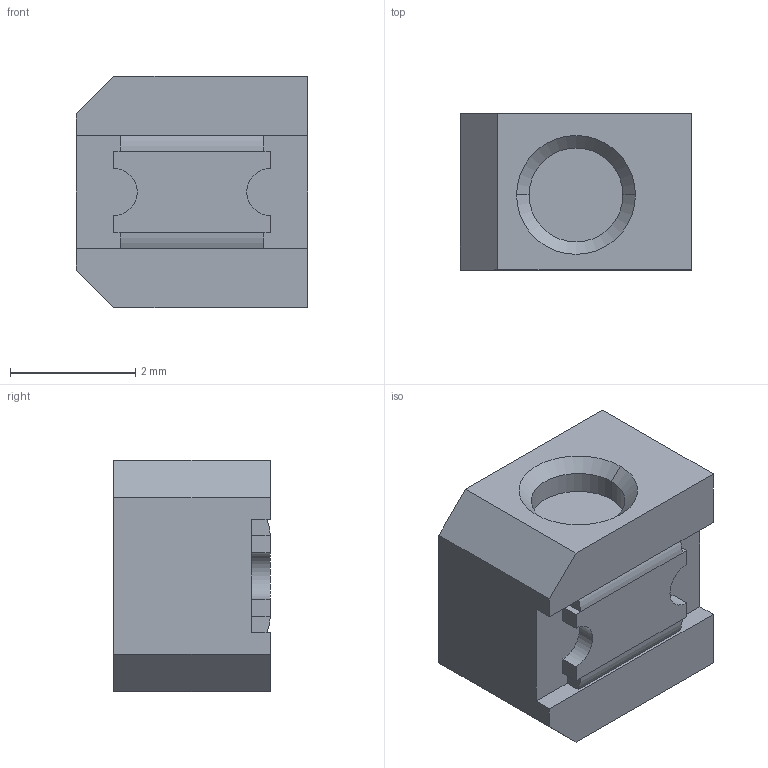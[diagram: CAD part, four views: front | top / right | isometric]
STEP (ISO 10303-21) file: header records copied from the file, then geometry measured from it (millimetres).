
FILE_DESCRIPTION (( 'STEP AP214' ), '1' );
FILE_NAME ('AVX-00-9176-001-8X3-906.STEP', '2019-03-05T00:40:31', ( '' ), ( '' ), 'SwSTEP 2.0', 'SolidWorks 2019', '' );
FILE_SCHEMA (( 'AUTOMOTIVE_DESIGN' ));
Length unit declared in the file: millimetre
Products named in the file (2): AVX-00-9176-001-8X3-906; AVX-00-9176-001-8X3-906_00-9176-001-8X3-X06-STP-BM
Assembly tree (1 placements, depth 2):
  AVX-00-9176-001-8X3-906
    AVX-00-9176-001-8X3-906_00-9176-001-8X3-X06-STP-BM
Bounding box: 3.7 x 2.5 x 3.7 mm (x, y, z)
Volume: 30.3 mm3; surface area: 69.5 mm2
Topology: 1 solids, 1 shells, 122 faces, 322 edges, 212 vertices
Faces by surface type: plane 110, cylinder 8, cone 4
Entity records: 3768 total; most frequent: CARTESIAN_POINT 660, ORIENTED_EDGE 644, DIRECTION 594, EDGE_CURVE 322, LINE 302, VECTOR 302, VERTEX_POINT 212, AXIS2_PLACEMENT_3D 146
